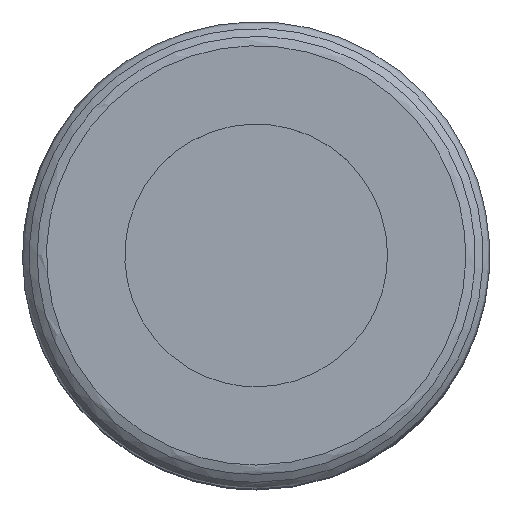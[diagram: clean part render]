
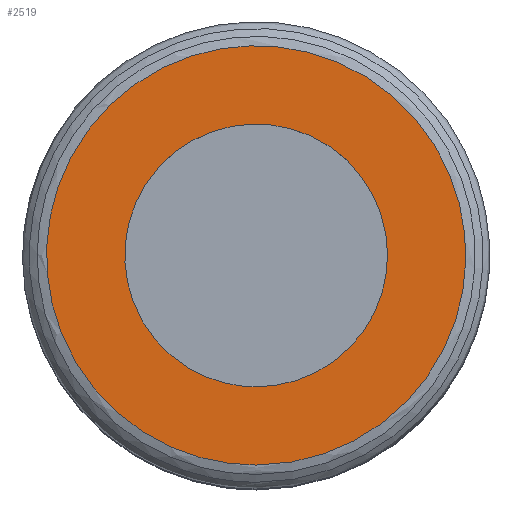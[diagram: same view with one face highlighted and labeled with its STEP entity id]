
A CAD part, top view. The second image highlights one B-rep face of the part: STEP entity #2519.
In plain terms, the highlighted free-form (B-spline) face has degree [1, 1] with [2, 2] control points.
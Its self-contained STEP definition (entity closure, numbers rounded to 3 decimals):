
#2471=CARTESIAN_POINT('',(0.,-2.446,0.35));
#2472=VERTEX_POINT('',#2471);
#2478=CARTESIAN_POINT('',(0.,-2.446,0.35));
#2479=CARTESIAN_POINT('',(2.446,-2.446,0.35));
#2480=CARTESIAN_POINT('',(2.446,0.,0.35));
#2481=CARTESIAN_POINT('',(2.446,2.446,0.35));
#2482=CARTESIAN_POINT('',(0.,2.446,0.35));
#2483=CARTESIAN_POINT('',(-2.446,2.446,0.35));
#2484=CARTESIAN_POINT('',(-2.446,0.,0.35));
#2485=CARTESIAN_POINT('',(-2.446,-2.446,0.35));
#2486=CARTESIAN_POINT('',(0.,-2.446,0.35));
#2487=(BOUNDED_CURVE()B_SPLINE_CURVE(2,(#2478,#2479,#2480,#2481,#2482,#2483,#2484,#2485,#2486),.CIRCULAR_ARC.,.T.,.U.)B_SPLINE_CURVE_WITH_KNOTS((3,2,2,2,3),(0.,0.25,0.5,0.75,1.),.UNSPECIFIED.)CURVE()GEOMETRIC_REPRESENTATION_ITEM()RATIONAL_B_SPLINE_CURVE((1.,0.707,1.,0.707,1.,0.707,1.,0.707,1.))REPRESENTATION_ITEM(''));
#2488=EDGE_CURVE('',#2472,#2472,#2487,.T.);
#2495=CARTESIAN_POINT('',(-11.712,11.712,0.35));
#2496=CARTESIAN_POINT('',(11.712,11.712,0.35));
#2497=CARTESIAN_POINT('',(-11.712,-11.712,0.35));
#2498=CARTESIAN_POINT('',(11.712,-11.712,0.35));
#2499=B_SPLINE_SURFACE_WITH_KNOTS('',1,1,((#2495,#2496),(#2497,#2498)),.PLANE_SURF.,.F.,.F.,.U.,(2,2),(2,2),(-1.,2.),(-1.,2.),.UNSPECIFIED.);
#2500=CARTESIAN_POINT('',(0.,-3.904,0.35));
#2501=VERTEX_POINT('',#2500);
#2502=CARTESIAN_POINT('',(0.,-3.904,0.35));
#2503=CARTESIAN_POINT('',(3.904,-3.904,0.35));
#2504=CARTESIAN_POINT('',(3.904,0.,0.35));
#2505=CARTESIAN_POINT('',(3.904,3.904,0.35));
#2506=CARTESIAN_POINT('',(0.,3.904,0.35));
#2507=CARTESIAN_POINT('',(-3.904,3.904,0.35));
#2508=CARTESIAN_POINT('',(-3.904,0.,0.35));
#2509=CARTESIAN_POINT('',(-3.904,-3.904,0.35));
#2510=CARTESIAN_POINT('',(0.,-3.904,0.35));
#2511=(BOUNDED_CURVE()B_SPLINE_CURVE(2,(#2502,#2503,#2504,#2505,#2506,#2507,#2508,#2509,#2510),.CIRCULAR_ARC.,.T.,.U.)B_SPLINE_CURVE_WITH_KNOTS((3,2,2,2,3),(0.,0.25,0.5,0.75,1.),.UNSPECIFIED.)CURVE()GEOMETRIC_REPRESENTATION_ITEM()RATIONAL_B_SPLINE_CURVE((1.,0.707,1.,0.707,1.,0.707,1.,0.707,1.))REPRESENTATION_ITEM(''));
#2512=EDGE_CURVE('',#2501,#2501,#2511,.T.);
#2513=ORIENTED_EDGE('',*,*,#2512,.T.);
#2514=EDGE_LOOP('',(#2513));
#2515=FACE_OUTER_BOUND('',#2514,.T.);
#2516=ORIENTED_EDGE('',*,*,#2488,.F.);
#2517=EDGE_LOOP('',(#2516));
#2518=FACE_BOUND('',#2517,.T.);
#2519=ADVANCED_FACE('',(#2515,#2518),#2499,.T.);
